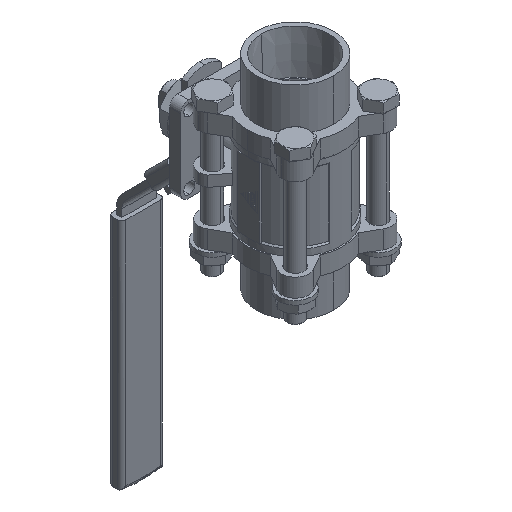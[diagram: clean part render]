
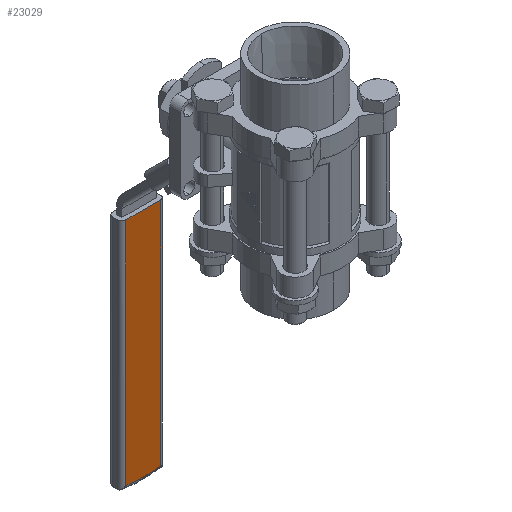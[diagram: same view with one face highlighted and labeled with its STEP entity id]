
A CAD part, isometric view. The second image highlights one B-rep face of the part: STEP entity #23029.
In plain terms, the highlighted planar face has unit normal (0, -1, 0).
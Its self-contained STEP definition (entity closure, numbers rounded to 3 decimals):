
#1111 = VERTEX_POINT ( 'NONE', #19798 ) ;
#2462 = ORIENTED_EDGE ( 'NONE', *, *, #21543, .T. ) ;
#2503 = VERTEX_POINT ( 'NONE', #20118 ) ;
#2943 = VERTEX_POINT ( 'NONE', #20182 ) ;
#3713 = ORIENTED_EDGE ( 'NONE', *, *, #21532, .T. ) ;
#3718 = ORIENTED_EDGE ( 'NONE', *, *, #21556, .T. ) ;
#3766 = ORIENTED_EDGE ( 'NONE', *, *, #21544, .T. ) ;
#5014 = AXIS2_PLACEMENT_3D ( 'NONE', #7374, #7375, #7376 ) ;
#5800 = LINE ( 'NONE', #7291, #5807 ) ;
#5807 = VECTOR ( 'NONE', #7298, 1000. ) ;
#5825 = LINE ( 'NONE', #7320, #5828 ) ;
#5827 = LINE ( 'NONE', #7322, #5830 ) ;
#5828 = VECTOR ( 'NONE', #7321, 1000. ) ;
#5830 = VECTOR ( 'NONE', #7323, 1000. ) ;
#5844 = CIRCLE ( 'NONE', #5014, 42.07 ) ;
#7291 = CARTESIAN_POINT ( 'NONE',  ( 8., 21., -41.199 ) ) ;
#7298 = DIRECTION ( 'NONE',  ( -1., 0., 0. ) ) ;
#7320 = CARTESIAN_POINT ( 'NONE',  ( 6.5, 21., -41.199 ) ) ;
#7321 = DIRECTION ( 'NONE',  ( 0., 0., 1. ) ) ;
#7322 = CARTESIAN_POINT ( 'NONE',  ( -6.5, 21., -128.8 ) ) ;
#7323 = DIRECTION ( 'NONE',  ( 0., 0., -1. ) ) ;
#7374 = CARTESIAN_POINT ( 'NONE',  ( 0., 21., -85.971 ) ) ;
#7375 = DIRECTION ( 'NONE',  ( 0., -1., 0. ) ) ;
#7376 = DIRECTION ( 'NONE',  ( 0., 0., 1. ) ) ;
#11271 = FACE_OUTER_BOUND ( 'NONE', #13730, .T. ) ;
#13730 = EDGE_LOOP ( 'NONE', ( #3713, #3766, #3718, #2462 ) ) ;
#14121 = AXIS2_PLACEMENT_3D ( 'NONE', #14643, #14653, #14654 ) ;
#14643 = CARTESIAN_POINT ( 'NONE',  ( 6.5, 21., -39.699 ) ) ;
#14650 = PLANE ( 'NONE',  #14121 ) ;
#14653 = DIRECTION ( 'NONE',  ( 0., 1., 0. ) ) ;
#14654 = DIRECTION ( 'NONE',  ( 0., 0., 1. ) ) ;
#16957 = VERTEX_POINT ( 'NONE', #20719 ) ;
#19798 = CARTESIAN_POINT ( 'NONE',  ( -6.5, 21., -127.536 ) ) ;
#20118 = CARTESIAN_POINT ( 'NONE',  ( -6.5, 21., -41.199 ) ) ;
#20182 = CARTESIAN_POINT ( 'NONE',  ( 6.5, 21., -41.199 ) ) ;
#20719 = CARTESIAN_POINT ( 'NONE',  ( 6.5, 21., -127.536 ) ) ;
#21532 = EDGE_CURVE ( 'NONE', #2943, #2503, #5800, .T. ) ;
#21543 = EDGE_CURVE ( 'NONE', #16957, #2943, #5825, .T. ) ;
#21544 = EDGE_CURVE ( 'NONE', #2503, #1111, #5827, .T. ) ;
#21556 = EDGE_CURVE ( 'NONE', #1111, #16957, #5844, .T. ) ;
#23029 = ADVANCED_FACE ( 'NONE', ( #11271 ), #14650, .F. ) ;
